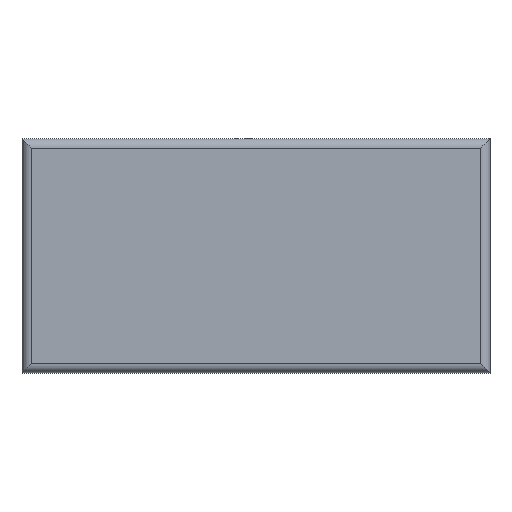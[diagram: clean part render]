
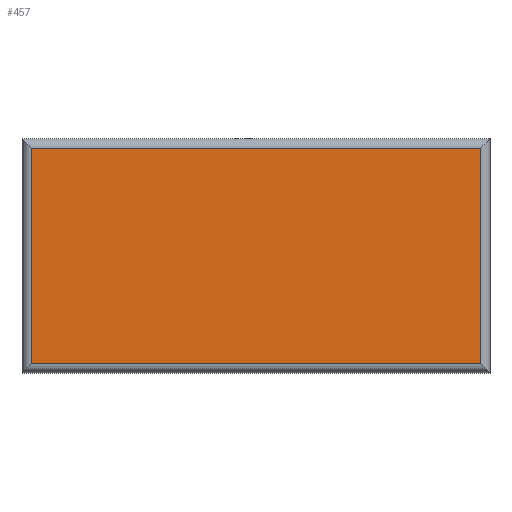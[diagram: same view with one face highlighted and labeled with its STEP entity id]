
A CAD part, top view. The second image highlights one B-rep face of the part: STEP entity #457.
In plain terms, the highlighted planar face has unit normal (0, 0, 1).
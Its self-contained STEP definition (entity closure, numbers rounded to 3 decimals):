
#105=PLANE('',#582);
#127=FACE_OUTER_BOUND('',#161,.T.);
#161=EDGE_LOOP('',(#353,#354,#355,#356));
#193=LINE('',#846,#215);
#195=LINE('',#854,#217);
#197=LINE('',#860,#219);
#200=LINE('',#866,#222);
#215=VECTOR('',#659,10.);
#217=VECTOR('',#667,10.);
#219=VECTOR('',#673,10.);
#222=VECTOR('',#680,10.);
#237=VERTEX_POINT('',#844);
#238=VERTEX_POINT('',#845);
#241=VERTEX_POINT('',#853);
#243=VERTEX_POINT('',#859);
#273=EDGE_CURVE('',#237,#238,#193,.T.);
#277=EDGE_CURVE('',#238,#241,#195,.T.);
#280=EDGE_CURVE('',#241,#243,#197,.T.);
#284=EDGE_CURVE('',#243,#237,#200,.T.);
#353=ORIENTED_EDGE('',*,*,#273,.F.);
#354=ORIENTED_EDGE('',*,*,#284,.F.);
#355=ORIENTED_EDGE('',*,*,#280,.F.);
#356=ORIENTED_EDGE('',*,*,#277,.F.);
#457=ADVANCED_FACE('',(#127),#105,.T.);
#582=AXIS2_PLACEMENT_3D('',#877,#690,#691);
#659=DIRECTION('',(-1.,0.,0.));
#667=DIRECTION('',(0.,1.,0.));
#673=DIRECTION('',(1.,0.,0.));
#680=DIRECTION('',(0.,-1.,0.));
#690=DIRECTION('center_axis',(0.,0.,1.));
#691=DIRECTION('ref_axis',(1.,0.,0.));
#844=CARTESIAN_POINT('',(24.4,-11.7,10.2));
#845=CARTESIAN_POINT('',(-24.4,-11.7,10.2));
#846=CARTESIAN_POINT('',(-12.7,-11.7,10.2));
#853=CARTESIAN_POINT('',(-24.4,11.7,10.2));
#854=CARTESIAN_POINT('',(-24.4,6.35,10.2));
#859=CARTESIAN_POINT('',(24.4,11.7,10.2));
#860=CARTESIAN_POINT('',(12.7,11.7,10.2));
#866=CARTESIAN_POINT('',(24.4,-6.35,10.2));
#877=CARTESIAN_POINT('Origin',(0.,0.,10.2));
